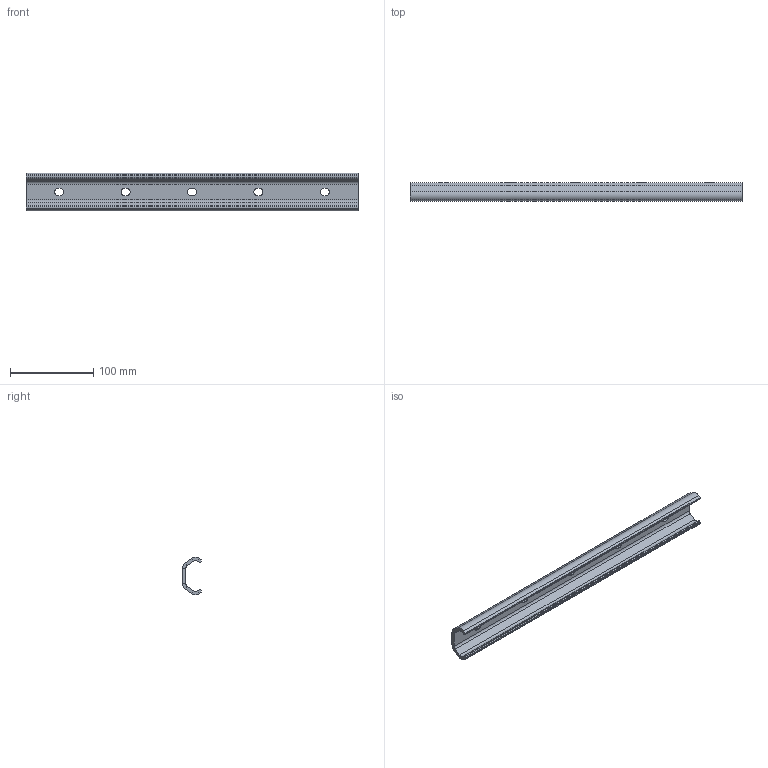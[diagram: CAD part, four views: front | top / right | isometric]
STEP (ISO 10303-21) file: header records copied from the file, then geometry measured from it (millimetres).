
FILE_DESCRIPTION (( 'STEP AP214' ), '1' );
FILE_NAME ('S-LBX 45-400.STEP', '2021-08-23T13:44:22', ( '' ), ( '' ), 'SwSTEP 2.0', 'SolidWorks 2020', '' );
FILE_SCHEMA (( 'AUTOMOTIVE_DESIGN' ));
Length unit declared in the file: millimetre
Products named in the file (1): S-LBX 45-400
Bounding box: 400 x 22.67 x 45.11 mm (x, y, z)
Volume: 112046.1 mm3; surface area: 59907.4 mm2
Topology: 1 solids, 1 shells, 64 faces, 154 edges, 92 vertices
Faces by surface type: plane 42, cylinder 22
Entity records: 1880 total; most frequent: DIRECTION 328, CARTESIAN_POINT 311, ORIENTED_EDGE 308, EDGE_CURVE 154, VECTOR 110, LINE 110, AXIS2_PLACEMENT_3D 109, VERTEX_POINT 92
